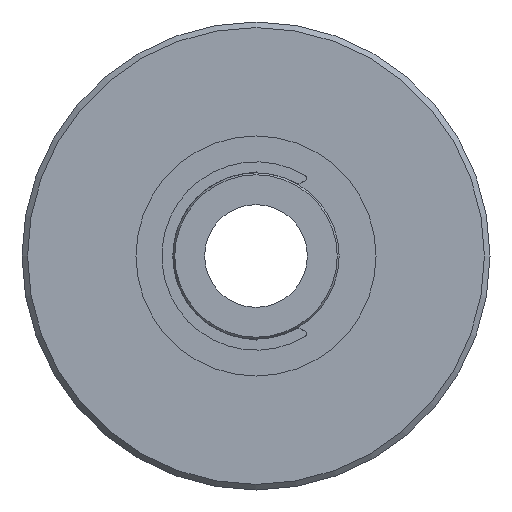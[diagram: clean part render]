
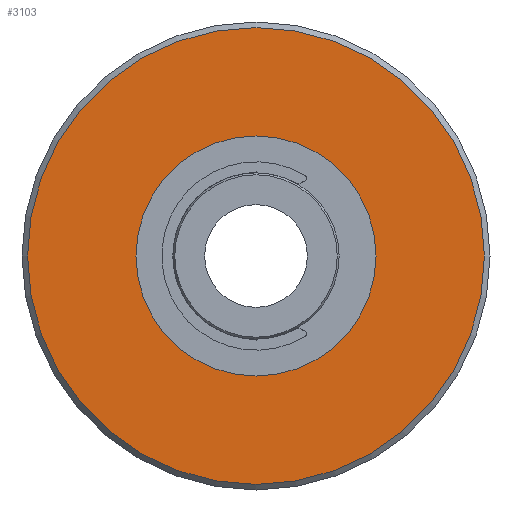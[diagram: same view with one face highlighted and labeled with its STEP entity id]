
A CAD part, left-side view. The second image highlights one B-rep face of the part: STEP entity #3103.
In plain terms, the highlighted planar face has unit normal (-1, 0, 0).
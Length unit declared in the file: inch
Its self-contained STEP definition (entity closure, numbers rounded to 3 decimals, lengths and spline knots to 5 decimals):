
#109=FACE_BOUND('',#729,.T.);
#292=CIRCLE('',#3464,1.0775);
#293=CIRCLE('',#3465,1.0775);
#314=CIRCLE('',#3494,2.05);
#315=CIRCLE('',#3495,2.05);
#546=FACE_OUTER_BOUND('',#728,.T.);
#728=EDGE_LOOP('',(#2541,#2542));
#729=EDGE_LOOP('',(#2543,#2544));
#1336=VERTEX_POINT('',#5612);
#1337=VERTEX_POINT('',#5613);
#1355=VERTEX_POINT('',#5664);
#1356=VERTEX_POINT('',#5665);
#1749=EDGE_CURVE('',#1336,#1337,#292,.T.);
#1750=EDGE_CURVE('',#1337,#1336,#293,.T.);
#1774=EDGE_CURVE('',#1355,#1356,#314,.T.);
#1775=EDGE_CURVE('',#1356,#1355,#315,.T.);
#2541=ORIENTED_EDGE('',*,*,#1774,.F.);
#2542=ORIENTED_EDGE('',*,*,#1775,.F.);
#2543=ORIENTED_EDGE('',*,*,#1749,.T.);
#2544=ORIENTED_EDGE('',*,*,#1750,.T.);
#2804=PLANE('',#3493);
#3103=ADVANCED_FACE('',(#546,#109),#2804,.T.);
#3464=AXIS2_PLACEMENT_3D('',#5614,#4331,#4332);
#3465=AXIS2_PLACEMENT_3D('',#5615,#4333,#4334);
#3493=AXIS2_PLACEMENT_3D('',#5663,#4392,#4393);
#3494=AXIS2_PLACEMENT_3D('',#5666,#4394,#4395);
#3495=AXIS2_PLACEMENT_3D('',#5667,#4396,#4397);
#4331=DIRECTION('center_axis',(1.,0.,0.));
#4332=DIRECTION('ref_axis',(0.,1.,0.));
#4333=DIRECTION('center_axis',(1.,0.,0.));
#4334=DIRECTION('ref_axis',(0.,1.,0.));
#4392=DIRECTION('center_axis',(-1.,0.,0.));
#4393=DIRECTION('ref_axis',(0.,0.,1.));
#4394=DIRECTION('center_axis',(1.,0.,0.));
#4395=DIRECTION('ref_axis',(0.,1.,0.));
#4396=DIRECTION('center_axis',(1.,0.,0.));
#4397=DIRECTION('ref_axis',(0.,1.,0.));
#5612=CARTESIAN_POINT('',(1.915,1.0775,0.));
#5613=CARTESIAN_POINT('',(1.915,-1.0775,0.));
#5614=CARTESIAN_POINT('Origin',(1.915,0.,0.));
#5615=CARTESIAN_POINT('Origin',(1.915,0.,0.));
#5663=CARTESIAN_POINT('Origin',(1.915,1.025,0.));
#5664=CARTESIAN_POINT('',(1.915,2.05,0.));
#5665=CARTESIAN_POINT('',(1.915,-2.05,0.));
#5666=CARTESIAN_POINT('Origin',(1.915,0.,0.));
#5667=CARTESIAN_POINT('Origin',(1.915,0.,0.));
